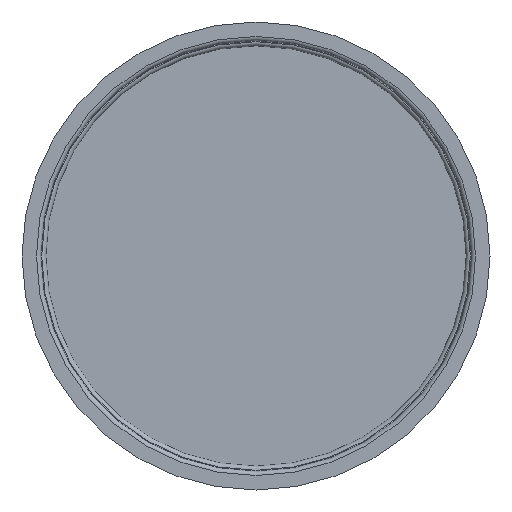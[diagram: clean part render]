
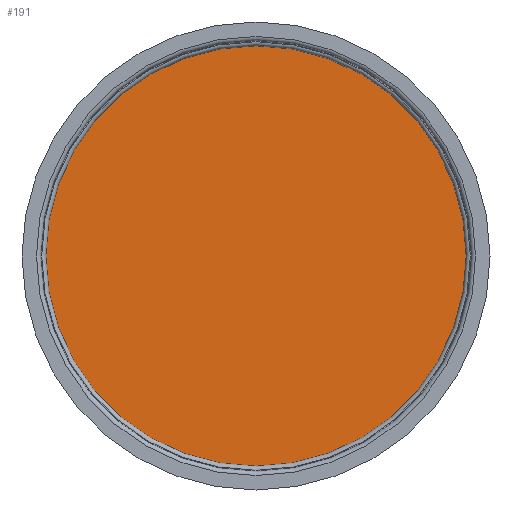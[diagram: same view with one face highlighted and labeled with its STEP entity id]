
A CAD part, front view. The second image highlights one B-rep face of the part: STEP entity #191.
In plain terms, the highlighted planar face has unit normal (0, -1, 0).
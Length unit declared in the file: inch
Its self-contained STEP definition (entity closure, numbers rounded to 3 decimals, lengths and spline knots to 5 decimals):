
#3 = CARTESIAN_POINT ( 'NONE',  ( 0., 0.7, -1.69 ) ) ;
#38 = CIRCLE ( 'NONE', #272, 1.69 ) ;
#42 = ORIENTED_EDGE ( 'NONE', *, *, #121, .T. ) ;
#47 = DIRECTION ( 'NONE',  ( 0., -1., 0. ) ) ;
#73 = EDGE_LOOP ( 'NONE', ( #42 ) ) ;
#78 = DIRECTION ( 'NONE',  ( 0., 0., 1. ) ) ;
#82 = FACE_OUTER_BOUND ( 'NONE', #73, .T. ) ;
#121 = EDGE_CURVE ( 'NONE', #163, #163, #38, .T. ) ;
#157 = AXIS2_PLACEMENT_3D ( 'NONE', #247, #310, #78 ) ;
#163 = VERTEX_POINT ( 'NONE', #3 ) ;
#191 = ADVANCED_FACE ( 'NONE', ( #82 ), #346, .F. ) ;
#247 = CARTESIAN_POINT ( 'NONE',  ( -1.69, 0.7, 0. ) ) ;
#249 = DIRECTION ( 'NONE',  ( 0., 0., -1. ) ) ;
#272 = AXIS2_PLACEMENT_3D ( 'NONE', #283, #47, #249 ) ;
#283 = CARTESIAN_POINT ( 'NONE',  ( 0., 0.7, 0. ) ) ;
#310 = DIRECTION ( 'NONE',  ( 0., 1., 0. ) ) ;
#346 = PLANE ( 'NONE',  #157 ) ;
